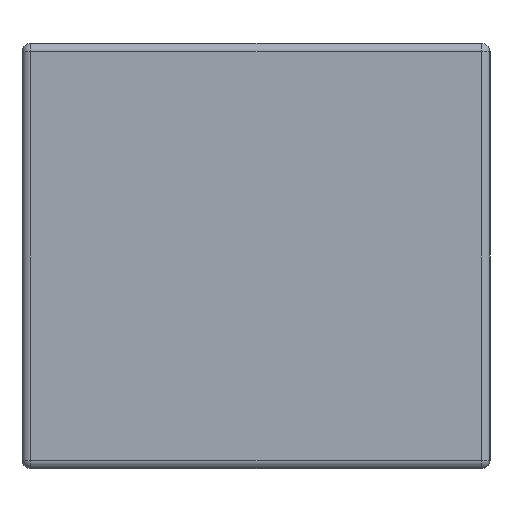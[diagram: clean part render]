
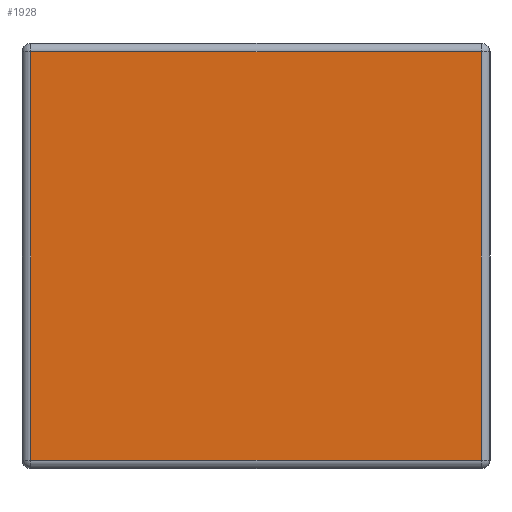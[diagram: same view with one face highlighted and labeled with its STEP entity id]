
A CAD part, left-side view. The second image highlights one B-rep face of the part: STEP entity #1928.
In plain terms, the highlighted planar face has unit normal (-1, 0, 0).
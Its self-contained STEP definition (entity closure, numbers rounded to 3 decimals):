
#75 = ORIENTED_EDGE ( 'NONE', *, *, #1660, .T. ) ;
#106 = VECTOR ( 'NONE', #1882, 1000. ) ;
#225 = FACE_OUTER_BOUND ( 'NONE', #1107, .T. ) ;
#227 = LINE ( 'NONE', #1072, #613 ) ;
#296 = CARTESIAN_POINT ( 'NONE',  ( -10., 11., 0. ) ) ;
#344 = VERTEX_POINT ( 'NONE', #937 ) ;
#360 = CARTESIAN_POINT ( 'NONE',  ( -10., 10.8, -0.2 ) ) ;
#369 = CARTESIAN_POINT ( 'NONE',  ( -10., 0.2, -0.2 ) ) ;
#409 = DIRECTION ( 'NONE',  ( 0., 0., 1. ) ) ;
#429 = VERTEX_POINT ( 'NONE', #360 ) ;
#503 = VERTEX_POINT ( 'NONE', #369 ) ;
#562 = CARTESIAN_POINT ( 'NONE',  ( -10., 0.2, 0. ) ) ;
#566 = VECTOR ( 'NONE', #1176, 1000. ) ;
#605 = AXIS2_PLACEMENT_3D ( 'NONE', #296, #770, #1784 ) ;
#613 = VECTOR ( 'NONE', #1212, 1000. ) ;
#770 = DIRECTION ( 'NONE',  ( -1., 0., 0. ) ) ;
#827 = VERTEX_POINT ( 'NONE', #1925 ) ;
#888 = LINE ( 'NONE', #1056, #566 ) ;
#890 = VECTOR ( 'NONE', #409, 1000. ) ;
#937 = CARTESIAN_POINT ( 'NONE',  ( -10., 10.8, -9.8 ) ) ;
#959 = ORIENTED_EDGE ( 'NONE', *, *, #1103, .T. ) ;
#982 = LINE ( 'NONE', #562, #890 ) ;
#1056 = CARTESIAN_POINT ( 'NONE',  ( -10., 11., -0.2 ) ) ;
#1072 = CARTESIAN_POINT ( 'NONE',  ( -10., 11., -9.8 ) ) ;
#1103 = EDGE_CURVE ( 'NONE', #827, #503, #982, .T. ) ;
#1107 = EDGE_LOOP ( 'NONE', ( #1406, #75, #1480, #959 ) ) ;
#1176 = DIRECTION ( 'NONE',  ( 0., 1., 0. ) ) ;
#1212 = DIRECTION ( 'NONE',  ( 0., -1., 0. ) ) ;
#1260 = LINE ( 'NONE', #1579, #106 ) ;
#1362 = EDGE_CURVE ( 'NONE', #344, #827, #227, .T. ) ;
#1406 = ORIENTED_EDGE ( 'NONE', *, *, #1868, .T. ) ;
#1480 = ORIENTED_EDGE ( 'NONE', *, *, #1362, .T. ) ;
#1579 = CARTESIAN_POINT ( 'NONE',  ( -10., 10.8, 0. ) ) ;
#1660 = EDGE_CURVE ( 'NONE', #429, #344, #1260, .T. ) ;
#1784 = DIRECTION ( 'NONE',  ( 0., 0., 1. ) ) ;
#1792 = PLANE ( 'NONE',  #605 ) ;
#1868 = EDGE_CURVE ( 'NONE', #503, #429, #888, .T. ) ;
#1882 = DIRECTION ( 'NONE',  ( 0., 0., -1. ) ) ;
#1925 = CARTESIAN_POINT ( 'NONE',  ( -10., 0.2, -9.8 ) ) ;
#1928 = ADVANCED_FACE ( 'NONE', ( #225 ), #1792, .T. ) ;
